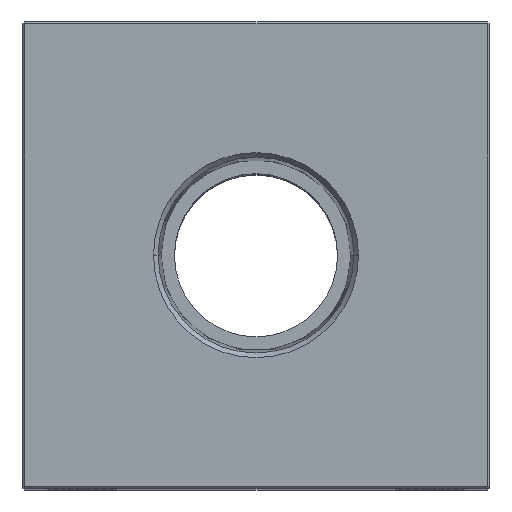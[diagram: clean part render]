
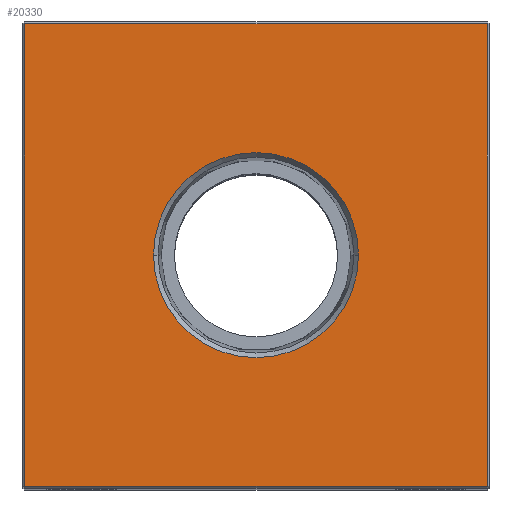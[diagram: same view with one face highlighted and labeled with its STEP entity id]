
A CAD part, top view. The second image highlights one B-rep face of the part: STEP entity #20330.
In plain terms, the highlighted planar face has unit normal (0, 0, 1).
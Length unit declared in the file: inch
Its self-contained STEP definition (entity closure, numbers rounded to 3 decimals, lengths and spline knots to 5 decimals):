
#1042 = EDGE_CURVE ( 'NONE', #23366, #20767, #9225, .T. ) ;
#1322 = FACE_OUTER_BOUND ( 'NONE', #4500, .T. ) ;
#1363 = CIRCLE ( 'NONE', #15805, 0.5499 ) ;
#1412 = ORIENTED_EDGE ( 'NONE', *, *, #11345, .F. ) ;
#1637 = DIRECTION ( 'NONE',  ( 1., 0., 0. ) ) ;
#2028 = VERTEX_POINT ( 'NONE', #5346 ) ;
#2712 = VERTEX_POINT ( 'NONE', #18542 ) ;
#3958 = ORIENTED_EDGE ( 'NONE', *, *, #19802, .T. ) ;
#4153 = VECTOR ( 'NONE', #22809, 39.37008 ) ;
#4181 = ORIENTED_EDGE ( 'NONE', *, *, #13396, .T. ) ;
#4401 = DIRECTION ( 'NONE',  ( 0., 0., 1. ) ) ;
#4500 = EDGE_LOOP ( 'NONE', ( #4526, #4181, #12728, #3958 ) ) ;
#4526 = ORIENTED_EDGE ( 'NONE', *, *, #22521, .T. ) ;
#5196 = VECTOR ( 'NONE', #1637, 39.37008 ) ;
#5240 = VERTEX_POINT ( 'NONE', #23478 ) ;
#5346 = CARTESIAN_POINT ( 'NONE',  ( -1.24, 1.24, 5.5 ) ) ;
#5349 = DIRECTION ( 'NONE',  ( 0., -1., 0. ) ) ;
#5395 = CIRCLE ( 'NONE', #9931, 0.5499 ) ;
#6465 = ORIENTED_EDGE ( 'NONE', *, *, #7091, .F. ) ;
#6594 = CARTESIAN_POINT ( 'NONE',  ( 0., 0., 5.5 ) ) ;
#7091 = EDGE_CURVE ( 'NONE', #2712, #22529, #5395, .T. ) ;
#7207 = CARTESIAN_POINT ( 'NONE',  ( 0., -1.24, 5.5 ) ) ;
#7332 = LINE ( 'NONE', #7207, #5196 ) ;
#8113 = CARTESIAN_POINT ( 'NONE',  ( 1.24, -1.24, 5.5 ) ) ;
#8478 = CARTESIAN_POINT ( 'NONE',  ( 0., 0., 5.5 ) ) ;
#8786 = DIRECTION ( 'NONE',  ( 1., 0., 0. ) ) ;
#9225 = LINE ( 'NONE', #25001, #4153 ) ;
#9931 = AXIS2_PLACEMENT_3D ( 'NONE', #6594, #4401, #8786 ) ;
#10551 = DIRECTION ( 'NONE',  ( 0., 0., 1. ) ) ;
#11345 = EDGE_CURVE ( 'NONE', #22529, #2712, #1363, .T. ) ;
#11878 = CARTESIAN_POINT ( 'NONE',  ( 1.24, 1.24, 5.5 ) ) ;
#12728 = ORIENTED_EDGE ( 'NONE', *, *, #1042, .T. ) ;
#12836 = DIRECTION ( 'NONE',  ( 0., 0., -1. ) ) ;
#13396 = EDGE_CURVE ( 'NONE', #5240, #23366, #7332, .T. ) ;
#13956 = DIRECTION ( 'NONE',  ( -1., 0., 0. ) ) ;
#14759 = CARTESIAN_POINT ( 'NONE',  ( 0., 0., 5.5 ) ) ;
#15147 = PLANE ( 'NONE',  #22270 ) ;
#15624 = VECTOR ( 'NONE', #13956, 39.37008 ) ;
#15805 = AXIS2_PLACEMENT_3D ( 'NONE', #8478, #10551, #24255 ) ;
#15904 = CARTESIAN_POINT ( 'NONE',  ( 0., 1.24, 5.5 ) ) ;
#16862 = LINE ( 'NONE', #19069, #25582 ) ;
#17096 = DIRECTION ( 'NONE',  ( -1., 0., 0. ) ) ;
#18542 = CARTESIAN_POINT ( 'NONE',  ( 0.5499, 0., 5.5 ) ) ;
#19069 = CARTESIAN_POINT ( 'NONE',  ( -1.24, 0., 5.5 ) ) ;
#19802 = EDGE_CURVE ( 'NONE', #20767, #2028, #24058, .T. ) ;
#20330 = ADVANCED_FACE ( 'NONE', ( #1322, #24728 ), #15147, .F. ) ;
#20679 = EDGE_LOOP ( 'NONE', ( #6465, #1412 ) ) ;
#20767 = VERTEX_POINT ( 'NONE', #11878 ) ;
#22270 = AXIS2_PLACEMENT_3D ( 'NONE', #14759, #12836, #17096 ) ;
#22521 = EDGE_CURVE ( 'NONE', #2028, #5240, #16862, .T. ) ;
#22529 = VERTEX_POINT ( 'NONE', #23206 ) ;
#22809 = DIRECTION ( 'NONE',  ( 0., 1., 0. ) ) ;
#23206 = CARTESIAN_POINT ( 'NONE',  ( -0.5499, 0., 5.5 ) ) ;
#23366 = VERTEX_POINT ( 'NONE', #8113 ) ;
#23478 = CARTESIAN_POINT ( 'NONE',  ( -1.24, -1.24, 5.5 ) ) ;
#24058 = LINE ( 'NONE', #15904, #15624 ) ;
#24255 = DIRECTION ( 'NONE',  ( 1., 0., 0. ) ) ;
#24728 = FACE_BOUND ( 'NONE', #20679, .T. ) ;
#25001 = CARTESIAN_POINT ( 'NONE',  ( 1.24, 0., 5.5 ) ) ;
#25582 = VECTOR ( 'NONE', #5349, 39.37008 ) ;
